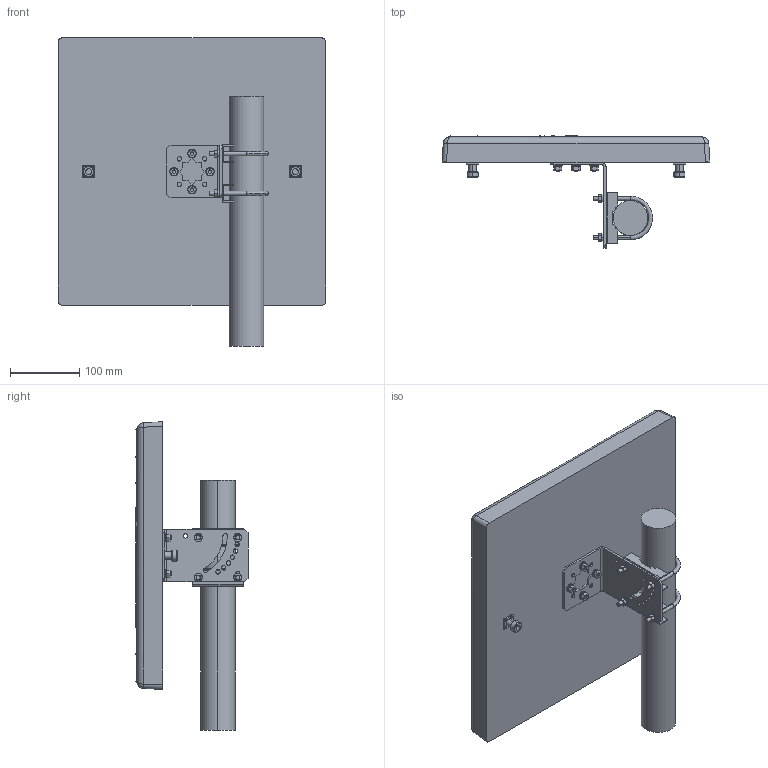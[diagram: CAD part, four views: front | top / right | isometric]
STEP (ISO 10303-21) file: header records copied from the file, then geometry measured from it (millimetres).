
FILE_DESCRIPTION (( 'STEP AP214' ), '1' );
FILE_NAME ('HG3520DP_3D.STEP', '2020-04-29T15:52:10', ( '' ), ( '' ), 'SwSTEP 2.0', 'SolidWorks 2018', '' );
FILE_SCHEMA (( 'AUTOMOTIVE_DESIGN' ));
Length unit declared in the file: millimetre
Products named in the file (1): HG3520DP_3D
Bounding box: 385.57 x 161.44 x 444.29 mm (x, y, z)
Volume: 1577486.7 mm3; surface area: 910184.9 mm2
Topology: 33 solids, 34 shells, 823 faces, 2076 edges, 1348 vertices
Faces by surface type: plane 397, cylinder 288, cone 84, bspline 32, torus 18, sphere 4
Entity records: 31603 total; most frequent: CARTESIAN_POINT 11904, ORIENTED_EDGE 4152, DIRECTION 3780, EDGE_CURVE 2076, AXIS2_PLACEMENT_3D 1385, VERTEX_POINT 1348, LINE 1010, VECTOR 1010
